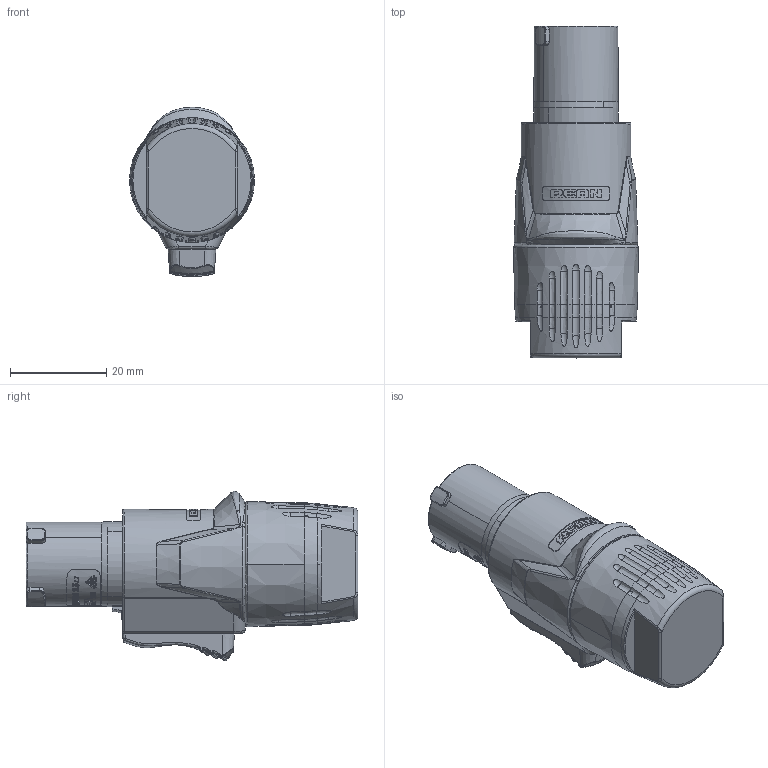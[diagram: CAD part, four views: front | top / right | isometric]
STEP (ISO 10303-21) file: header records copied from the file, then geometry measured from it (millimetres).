
FILE_DESCRIPTION((''),'2;1');
FILE_NAME('9128-034-945-090','2024-04-24T10:15:46',('summer.xia'),(''),'CREO PARAMETRIC BY PTC INC, 2023424','CREO PARAMETRIC BY PTC INC, 2023424','');
FILE_SCHEMA(('CONFIG_CONTROL_DESIGN'));
Products named in the file (1): 9128-034-945-090
Bounding box: 26.04 x 69.1 x 35.27 mm (x, y, z)
Volume: 29139.2 mm3; surface area: 6791.5 mm2
Topology: 2 solids, 10 shells, 1007 faces, 2624 edges, 1701 vertices
Faces by surface type: extrusion 289, plane 268, bspline 230, cylinder 123, torus 65, sphere 17, cone 15
Entity records: 45826 total; most frequent: CARTESIAN_POINT 23883, ORIENTED_EDGE 5212, DIRECTION 3320, EDGE_CURVE 2606, VERTEX_POINT 1664, B_SPLINE_CURVE_WITH_KNOTS 1457, VECTOR 1152, AXIS2_PLACEMENT_3D 1084
